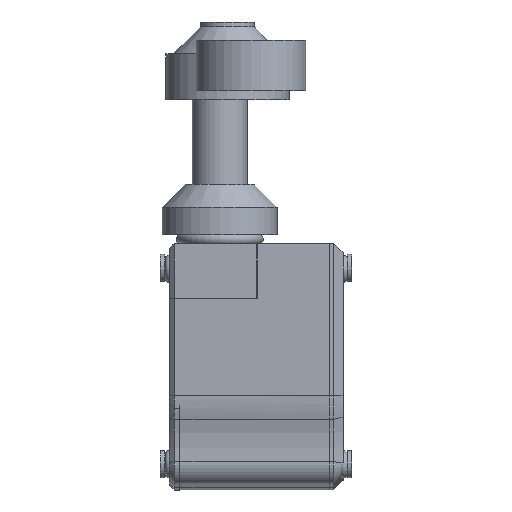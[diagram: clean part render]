
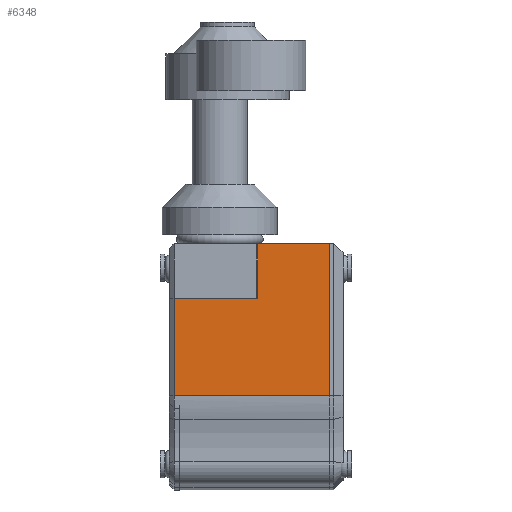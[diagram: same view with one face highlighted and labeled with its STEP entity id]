
A CAD part, left-side view. The second image highlights one B-rep face of the part: STEP entity #6348.
In plain terms, the highlighted planar face has unit normal (-1, 0, 0).
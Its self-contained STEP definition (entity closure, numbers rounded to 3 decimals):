
#289=PLANE('',#7004);
#780=FACE_OUTER_BOUND('',#1165,.T.);
#1165=EDGE_LOOP('',(#4383,#4384,#4385,#4386,#4387,#4388));
#1598=LINE('',#9857,#1997);
#1613=LINE('',#9899,#2012);
#1616=LINE('',#9917,#2015);
#1619=LINE('',#9924,#2018);
#1620=LINE('',#9926,#2019);
#1621=LINE('',#9927,#2020);
#1997=VECTOR('',#7744,10.);
#2012=VECTOR('',#7781,10.);
#2015=VECTOR('',#7798,10.);
#2018=VECTOR('',#7805,10.);
#2019=VECTOR('',#7806,10.);
#2020=VECTOR('',#7807,10.);
#2705=VERTEX_POINT('',#9854);
#2706=VERTEX_POINT('',#9856);
#2722=VERTEX_POINT('',#9897);
#2726=VERTEX_POINT('',#9915);
#2728=VERTEX_POINT('',#9923);
#2729=VERTEX_POINT('',#9925);
#3340=EDGE_CURVE('',#2705,#2706,#1598,.T.);
#3361=EDGE_CURVE('',#2705,#2722,#1613,.T.);
#3369=EDGE_CURVE('',#2706,#2726,#1616,.T.);
#3372=EDGE_CURVE('',#2722,#2728,#1619,.T.);
#3373=EDGE_CURVE('',#2729,#2728,#1620,.T.);
#3374=EDGE_CURVE('',#2726,#2729,#1621,.F.);
#4383=ORIENTED_EDGE('',*,*,#3369,.F.);
#4384=ORIENTED_EDGE('',*,*,#3340,.F.);
#4385=ORIENTED_EDGE('',*,*,#3361,.T.);
#4386=ORIENTED_EDGE('',*,*,#3372,.T.);
#4387=ORIENTED_EDGE('',*,*,#3373,.F.);
#4388=ORIENTED_EDGE('',*,*,#3374,.F.);
#6348=ADVANCED_FACE('',(#780),#289,.T.);
#7004=AXIS2_PLACEMENT_3D('',#9922,#7803,#7804);
#7744=DIRECTION('',(0.,1.,0.));
#7781=DIRECTION('',(0.,0.,1.));
#7798=DIRECTION('',(0.,0.,1.));
#7803=DIRECTION('center_axis',(-1.,0.,0.));
#7804=DIRECTION('ref_axis',(0.,0.,1.));
#7805=DIRECTION('',(0.,1.,0.));
#7806=DIRECTION('',(0.,0.,1.));
#7807=DIRECTION('',(0.,1.,0.));
#9854=CARTESIAN_POINT('',(-10.,-24.,32.715));
#9856=CARTESIAN_POINT('',(-10.,10.,32.715));
#9857=CARTESIAN_POINT('',(-10.,-24.,32.715));
#9897=CARTESIAN_POINT('',(-10.,-24.,66.));
#9899=CARTESIAN_POINT('',(-10.,-24.,32.715));
#9915=CARTESIAN_POINT('',(-10.,10.,54.));
#9917=CARTESIAN_POINT('',(-10.,10.,35.861));
#9922=CARTESIAN_POINT('Origin',(-10.,-24.,32.715));
#9923=CARTESIAN_POINT('',(-10.,-8.3,66.));
#9924=CARTESIAN_POINT('',(-10.,-24.,66.));
#9925=CARTESIAN_POINT('',(-10.,-8.3,54.));
#9926=CARTESIAN_POINT('',(-10.,-8.3,35.861));
#9927=CARTESIAN_POINT('',(-10.,-16.395,54.));
